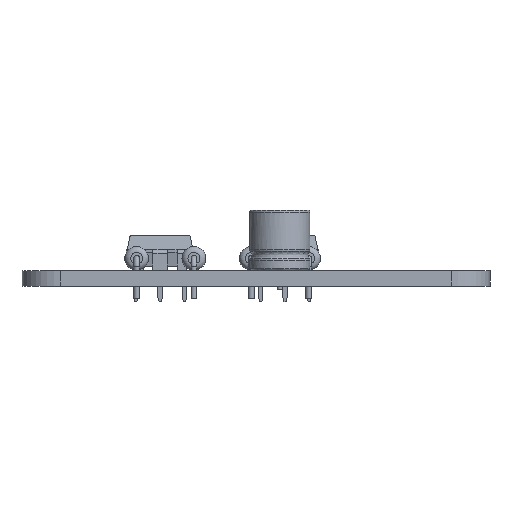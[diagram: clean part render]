
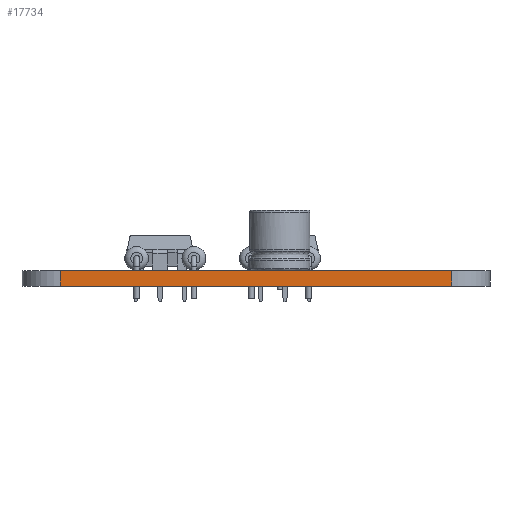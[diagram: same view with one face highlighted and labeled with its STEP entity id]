
A CAD part, left-side view. The second image highlights one B-rep face of the part: STEP entity #17734.
In plain terms, the highlighted planar face has unit normal (-1, 0, 0).
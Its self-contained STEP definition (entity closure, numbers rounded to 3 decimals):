
#13612 = PLANE('',#13613);
#13613 = AXIS2_PLACEMENT_3D('',#13614,#13615,#13616);
#13614 = CARTESIAN_POINT('',(36.071,24.451,1.6));
#13615 = DIRECTION('',(0.,0.,1.));
#13616 = DIRECTION('',(1.,0.,-0.));
#13667 = PLANE('',#13668);
#13668 = AXIS2_PLACEMENT_3D('',#13669,#13670,#13671);
#13669 = CARTESIAN_POINT('',(36.071,24.451,0.));
#13670 = DIRECTION('',(0.,0.,1.));
#13671 = DIRECTION('',(1.,0.,-0.));
#13722 = CYLINDRICAL_SURFACE('',#13723,4.);
#13723 = AXIS2_PLACEMENT_3D('',#13724,#13725,#13726);
#13724 = CARTESIAN_POINT('',(4.,4.,0.));
#13725 = DIRECTION('',(-0.,-0.,-1.));
#13726 = DIRECTION('',(1.,0.,-0.));
#13889 = VERTEX_POINT('',#13890);
#13890 = CARTESIAN_POINT('',(0.,45.,0.));
#13905 = CYLINDRICAL_SURFACE('',#13906,4.);
#13906 = AXIS2_PLACEMENT_3D('',#13907,#13908,#13909);
#13907 = CARTESIAN_POINT('',(4.,45.,0.));
#13908 = DIRECTION('',(-0.,-0.,-1.));
#13909 = DIRECTION('',(1.,0.,-0.));
#13917 = EDGE_CURVE('',#13918,#13889,#13920,.T.);
#13918 = VERTEX_POINT('',#13919);
#13919 = CARTESIAN_POINT('',(0.,4.,0.));
#13920 = SURFACE_CURVE('',#13921,(#13925,#13932),.PCURVE_S1.);
#13921 = LINE('',#13922,#13923);
#13922 = CARTESIAN_POINT('',(0.,4.,0.));
#13923 = VECTOR('',#13924,1.);
#13924 = DIRECTION('',(0.,1.,0.));
#13925 = PCURVE('',#13667,#13926);
#13926 = DEFINITIONAL_REPRESENTATION('',(#13927),#13931);
#13927 = LINE('',#13928,#13929);
#13928 = CARTESIAN_POINT('',(-36.071,-20.451));
#13929 = VECTOR('',#13930,1.);
#13930 = DIRECTION('',(0.,1.));
#13931 = ( GEOMETRIC_REPRESENTATION_CONTEXT(2) 
PARAMETRIC_REPRESENTATION_CONTEXT() REPRESENTATION_CONTEXT('2D SPACE',''
  ) );
#13932 = PCURVE('',#13933,#13938);
#13933 = PLANE('',#13934);
#13934 = AXIS2_PLACEMENT_3D('',#13935,#13936,#13937);
#13935 = CARTESIAN_POINT('',(0.,4.,0.));
#13936 = DIRECTION('',(-1.,0.,0.));
#13937 = DIRECTION('',(0.,1.,0.));
#13938 = DEFINITIONAL_REPRESENTATION('',(#13939),#13943);
#13939 = LINE('',#13940,#13941);
#13940 = CARTESIAN_POINT('',(0.,0.));
#13941 = VECTOR('',#13942,1.);
#13942 = DIRECTION('',(1.,0.));
#13943 = ( GEOMETRIC_REPRESENTATION_CONTEXT(2) 
PARAMETRIC_REPRESENTATION_CONTEXT() REPRESENTATION_CONTEXT('2D SPACE',''
  ) );
#15974 = VERTEX_POINT('',#15975);
#15975 = CARTESIAN_POINT('',(0.,45.,1.6));
#15997 = EDGE_CURVE('',#15998,#15974,#16000,.T.);
#15998 = VERTEX_POINT('',#15999);
#15999 = CARTESIAN_POINT('',(0.,4.,1.6));
#16000 = SURFACE_CURVE('',#16001,(#16005,#16012),.PCURVE_S1.);
#16001 = LINE('',#16002,#16003);
#16002 = CARTESIAN_POINT('',(0.,4.,1.6));
#16003 = VECTOR('',#16004,1.);
#16004 = DIRECTION('',(0.,1.,0.));
#16005 = PCURVE('',#13612,#16006);
#16006 = DEFINITIONAL_REPRESENTATION('',(#16007),#16011);
#16007 = LINE('',#16008,#16009);
#16008 = CARTESIAN_POINT('',(-36.071,-20.451));
#16009 = VECTOR('',#16010,1.);
#16010 = DIRECTION('',(0.,1.));
#16011 = ( GEOMETRIC_REPRESENTATION_CONTEXT(2) 
PARAMETRIC_REPRESENTATION_CONTEXT() REPRESENTATION_CONTEXT('2D SPACE',''
  ) );
#16012 = PCURVE('',#13933,#16013);
#16013 = DEFINITIONAL_REPRESENTATION('',(#16014),#16018);
#16014 = LINE('',#16015,#16016);
#16015 = CARTESIAN_POINT('',(0.,-1.6));
#16016 = VECTOR('',#16017,1.);
#16017 = DIRECTION('',(1.,0.));
#16018 = ( GEOMETRIC_REPRESENTATION_CONTEXT(2) 
PARAMETRIC_REPRESENTATION_CONTEXT() REPRESENTATION_CONTEXT('2D SPACE',''
  ) );
#17684 = EDGE_CURVE('',#13918,#15998,#17685,.T.);
#17685 = SURFACE_CURVE('',#17686,(#17690,#17697),.PCURVE_S1.);
#17686 = LINE('',#17687,#17688);
#17687 = CARTESIAN_POINT('',(0.,4.,0.));
#17688 = VECTOR('',#17689,1.);
#17689 = DIRECTION('',(0.,0.,1.));
#17690 = PCURVE('',#13722,#17691);
#17691 = DEFINITIONAL_REPRESENTATION('',(#17692),#17696);
#17692 = LINE('',#17693,#17694);
#17693 = CARTESIAN_POINT('',(-3.142,0.));
#17694 = VECTOR('',#17695,1.);
#17695 = DIRECTION('',(-0.,-1.));
#17696 = ( GEOMETRIC_REPRESENTATION_CONTEXT(2) 
PARAMETRIC_REPRESENTATION_CONTEXT() REPRESENTATION_CONTEXT('2D SPACE',''
  ) );
#17697 = PCURVE('',#13933,#17698);
#17698 = DEFINITIONAL_REPRESENTATION('',(#17699),#17703);
#17699 = LINE('',#17700,#17701);
#17700 = CARTESIAN_POINT('',(0.,0.));
#17701 = VECTOR('',#17702,1.);
#17702 = DIRECTION('',(0.,-1.));
#17703 = ( GEOMETRIC_REPRESENTATION_CONTEXT(2) 
PARAMETRIC_REPRESENTATION_CONTEXT() REPRESENTATION_CONTEXT('2D SPACE',''
  ) );
#17734 = ADVANCED_FACE('',(#17735),#13933,.T.);
#17735 = FACE_BOUND('',#17736,.T.);
#17736 = EDGE_LOOP('',(#17737,#17738,#17739,#17760));
#17737 = ORIENTED_EDGE('',*,*,#17684,.T.);
#17738 = ORIENTED_EDGE('',*,*,#15997,.T.);
#17739 = ORIENTED_EDGE('',*,*,#17740,.F.);
#17740 = EDGE_CURVE('',#13889,#15974,#17741,.T.);
#17741 = SURFACE_CURVE('',#17742,(#17746,#17753),.PCURVE_S1.);
#17742 = LINE('',#17743,#17744);
#17743 = CARTESIAN_POINT('',(0.,45.,0.));
#17744 = VECTOR('',#17745,1.);
#17745 = DIRECTION('',(0.,0.,1.));
#17746 = PCURVE('',#13933,#17747);
#17747 = DEFINITIONAL_REPRESENTATION('',(#17748),#17752);
#17748 = LINE('',#17749,#17750);
#17749 = CARTESIAN_POINT('',(41.,0.));
#17750 = VECTOR('',#17751,1.);
#17751 = DIRECTION('',(0.,-1.));
#17752 = ( GEOMETRIC_REPRESENTATION_CONTEXT(2) 
PARAMETRIC_REPRESENTATION_CONTEXT() REPRESENTATION_CONTEXT('2D SPACE',''
  ) );
#17753 = PCURVE('',#13905,#17754);
#17754 = DEFINITIONAL_REPRESENTATION('',(#17755),#17759);
#17755 = LINE('',#17756,#17757);
#17756 = CARTESIAN_POINT('',(-3.142,0.));
#17757 = VECTOR('',#17758,1.);
#17758 = DIRECTION('',(-0.,-1.));
#17759 = ( GEOMETRIC_REPRESENTATION_CONTEXT(2) 
PARAMETRIC_REPRESENTATION_CONTEXT() REPRESENTATION_CONTEXT('2D SPACE',''
  ) );
#17760 = ORIENTED_EDGE('',*,*,#13917,.F.);
